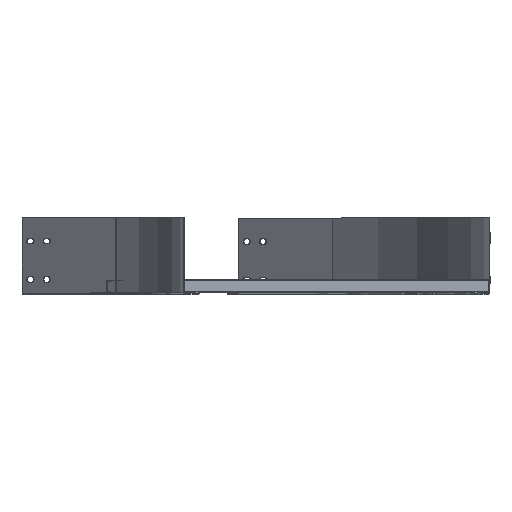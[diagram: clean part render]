
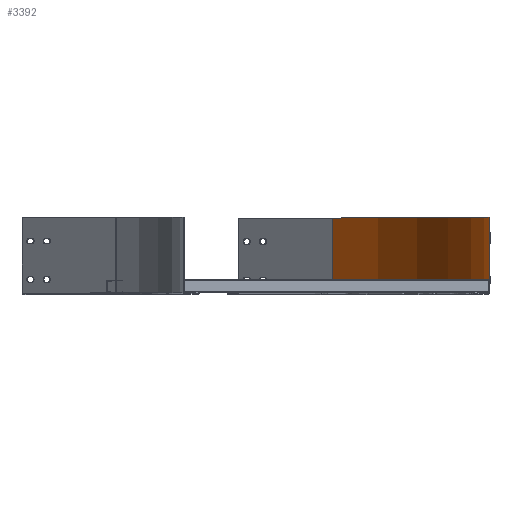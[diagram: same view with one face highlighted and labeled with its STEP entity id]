
A CAD part, top view. The second image highlights one B-rep face of the part: STEP entity #3392.
In plain terms, the highlighted cylindrical face has radius 698.8 mm (diameter 1397.6 mm), a partial arc.
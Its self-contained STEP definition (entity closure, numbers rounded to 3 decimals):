
#42 = AXIS2_PLACEMENT_3D ( 'NONE', #4769, #4771, #4780 ) ;
#936 = AXIS2_PLACEMENT_3D ( 'NONE', #4349, #4366, #4365 ) ;
#964 = AXIS2_PLACEMENT_3D ( 'NONE', #3471, #3470, #3468 ) ;
#1471 = CYLINDRICAL_SURFACE ( 'NONE', #42, 698.8 ) ;
#1475 = FACE_OUTER_BOUND ( 'NONE', #5720, .T. ) ;
#1771 = CIRCLE ( 'NONE', #936, 698.8 ) ;
#1805 = VECTOR ( 'NONE', #3472, 1000. ) ;
#1807 = LINE ( 'NONE', #3473, #1805 ) ;
#1815 = CIRCLE ( 'NONE', #964, 698.8 ) ;
#1828 = VECTOR ( 'NONE', #3497, 1000. ) ;
#1833 = LINE ( 'NONE', #3503, #1828 ) ;
#2004 = EDGE_CURVE ( 'NONE', #2842, #2843, #1833, .T. ) ;
#2013 = EDGE_CURVE ( 'NONE', #2836, #2842, #1815, .T. ) ;
#2017 = EDGE_CURVE ( 'NONE', #2836, #2837, #1807, .T. ) ;
#2040 = EDGE_CURVE ( 'NONE', #2837, #2843, #1771, .T. ) ;
#2555 = ORIENTED_EDGE ( 'NONE', *, *, #2017, .F. ) ;
#2566 = ORIENTED_EDGE ( 'NONE', *, *, #2004, .T. ) ;
#2836 = VERTEX_POINT ( 'NONE', #4300 ) ;
#2837 = VERTEX_POINT ( 'NONE', #4299 ) ;
#2842 = VERTEX_POINT ( 'NONE', #4290 ) ;
#2843 = VERTEX_POINT ( 'NONE', #4289 ) ;
#3234 = ORIENTED_EDGE ( 'NONE', *, *, #2013, .T. ) ;
#3235 = ORIENTED_EDGE ( 'NONE', *, *, #2040, .F. ) ;
#3392 = ADVANCED_FACE ( 'NONE', ( #1475 ), #1471, .F. ) ;
#3468 = DIRECTION ( 'NONE',  ( 0.707, 0., 0.707 ) ) ;
#3470 = DIRECTION ( 'NONE',  ( 0., -1., 0. ) ) ;
#3471 = CARTESIAN_POINT ( 'NONE',  ( -300., -41.13, -173. ) ) ;
#3472 = DIRECTION ( 'NONE',  ( 0., 1., 0. ) ) ;
#3473 = CARTESIAN_POINT ( 'NONE',  ( 194.126, -41.13, -667.126 ) ) ;
#3497 = DIRECTION ( 'NONE',  ( 0., 1., 0. ) ) ;
#3503 = CARTESIAN_POINT ( 'NONE',  ( 398.8, -41.13, -173. ) ) ;
#4289 = CARTESIAN_POINT ( 'NONE',  ( 398.8, 57.07, -173. ) ) ;
#4290 = CARTESIAN_POINT ( 'NONE',  ( 398.8, -41.13, -173. ) ) ;
#4299 = CARTESIAN_POINT ( 'NONE',  ( 194.126, 57.07, -667.126 ) ) ;
#4300 = CARTESIAN_POINT ( 'NONE',  ( 194.126, -41.13, -667.126 ) ) ;
#4349 = CARTESIAN_POINT ( 'NONE',  ( -300., 57.07, -173. ) ) ;
#4365 = DIRECTION ( 'NONE',  ( 0.707, 0., 0.707 ) ) ;
#4366 = DIRECTION ( 'NONE',  ( 0., -1., 0. ) ) ;
#4769 = CARTESIAN_POINT ( 'NONE',  ( -300., 0., -173. ) ) ;
#4771 = DIRECTION ( 'NONE',  ( 0., -1., 0. ) ) ;
#4780 = DIRECTION ( 'NONE',  ( 0.707, 0., 0.707 ) ) ;
#5720 = EDGE_LOOP ( 'NONE', ( #2555, #3234, #2566, #3235 ) ) ;
